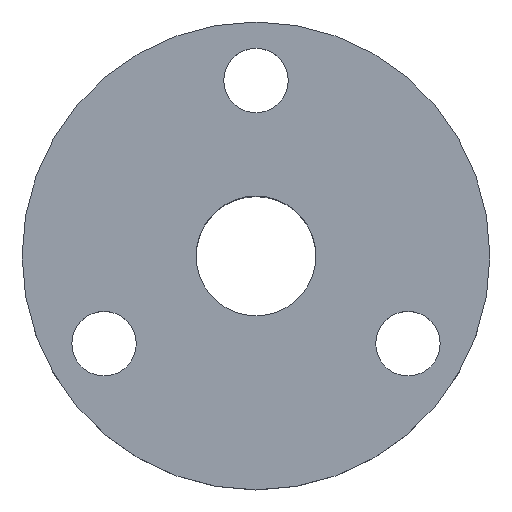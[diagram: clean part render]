
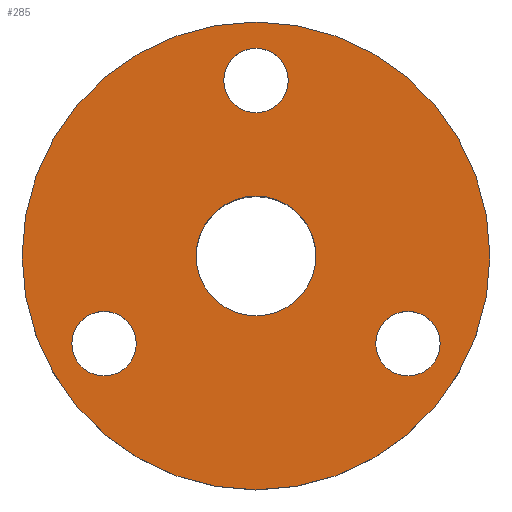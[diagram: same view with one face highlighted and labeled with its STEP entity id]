
A CAD part, top view. The second image highlights one B-rep face of the part: STEP entity #285.
In plain terms, the highlighted planar face has unit normal (0, 0, 1).
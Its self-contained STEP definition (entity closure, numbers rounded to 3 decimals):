
#4 = DIRECTION ( 'NONE',  ( 1., 0., 0. ) ) ;
#15 = CARTESIAN_POINT ( 'NONE',  ( 0., 9.525, 0. ) ) ;
#33 = CARTESIAN_POINT ( 'NONE',  ( -12.7, 0., 0. ) ) ;
#37 = CARTESIAN_POINT ( 'NONE',  ( 12.7, 0., 0. ) ) ;
#49 = VERTEX_POINT ( 'NONE', #736 ) ;
#56 = CIRCLE ( 'NONE', #173, 12.7 ) ;
#91 = AXIS2_PLACEMENT_3D ( 'NONE', #626, #688, #168 ) ;
#93 = ORIENTED_EDGE ( 'NONE', *, *, #567, .F. ) ;
#94 = CARTESIAN_POINT ( 'NONE',  ( -9.999, -4.763, 0. ) ) ;
#95 = FACE_BOUND ( 'NONE', #179, .T. ) ;
#100 = CARTESIAN_POINT ( 'NONE',  ( 0., 0., 0. ) ) ;
#111 = DIRECTION ( 'NONE',  ( 0., 0., 1. ) ) ;
#115 = FACE_BOUND ( 'NONE', #203, .T. ) ;
#122 = ORIENTED_EDGE ( 'NONE', *, *, #645, .F. ) ;
#128 = VERTEX_POINT ( 'NONE', #746 ) ;
#130 = CARTESIAN_POINT ( 'NONE',  ( 0., 0., 0. ) ) ;
#134 = ORIENTED_EDGE ( 'NONE', *, *, #557, .F. ) ;
#142 = CIRCLE ( 'NONE', #618, 12.7 ) ;
#145 = CARTESIAN_POINT ( 'NONE',  ( 6.499, -4.762, 0. ) ) ;
#161 = DIRECTION ( 'NONE',  ( 1., 0., 0. ) ) ;
#166 = DIRECTION ( 'NONE',  ( 0., 0., -1. ) ) ;
#168 = DIRECTION ( 'NONE',  ( -1., 0., 0. ) ) ;
#173 = AXIS2_PLACEMENT_3D ( 'NONE', #237, #496, #499 ) ;
#179 = EDGE_LOOP ( 'NONE', ( #93, #438 ) ) ;
#192 = DIRECTION ( 'NONE',  ( -1., 0., 0. ) ) ;
#201 = DIRECTION ( 'NONE',  ( 0., 0., 1. ) ) ;
#203 = EDGE_LOOP ( 'NONE', ( #542, #134 ) ) ;
#208 = ORIENTED_EDGE ( 'NONE', *, *, #422, .F. ) ;
#231 = AXIS2_PLACEMENT_3D ( 'NONE', #130, #383, #4 ) ;
#236 = CIRCLE ( 'NONE', #802, 1.75 ) ;
#237 = CARTESIAN_POINT ( 'NONE',  ( 0., 0., 0. ) ) ;
#241 = CARTESIAN_POINT ( 'NONE',  ( -1.75, 9.525, 0. ) ) ;
#249 = EDGE_CURVE ( 'NONE', #287, #336, #142, .T. ) ;
#267 = ORIENTED_EDGE ( 'NONE', *, *, #853, .F. ) ;
#285 = ADVANCED_FACE ( 'NONE', ( #844, #855, #757, #115, #95 ), #559, .F. ) ;
#287 = VERTEX_POINT ( 'NONE', #33 ) ;
#290 = CIRCLE ( 'NONE', #761, 1.75 ) ;
#294 = VERTEX_POINT ( 'NONE', #94 ) ;
#296 = DIRECTION ( 'NONE',  ( -1., 0., 0. ) ) ;
#297 = VERTEX_POINT ( 'NONE', #424 ) ;
#308 = ORIENTED_EDGE ( 'NONE', *, *, #249, .F. ) ;
#309 = DIRECTION ( 'NONE',  ( 1., 0., 0. ) ) ;
#322 = CARTESIAN_POINT ( 'NONE',  ( -3.25, 0., 0. ) ) ;
#325 = CARTESIAN_POINT ( 'NONE',  ( -8.249, -4.763, 0. ) ) ;
#331 = EDGE_CURVE ( 'NONE', #749, #49, #290, .T. ) ;
#336 = VERTEX_POINT ( 'NONE', #37 ) ;
#366 = EDGE_LOOP ( 'NONE', ( #122, #267 ) ) ;
#375 = EDGE_CURVE ( 'NONE', #336, #287, #56, .T. ) ;
#383 = DIRECTION ( 'NONE',  ( 0., 0., 1. ) ) ;
#411 = ORIENTED_EDGE ( 'NONE', *, *, #331, .F. ) ;
#420 = VERTEX_POINT ( 'NONE', #241 ) ;
#422 = EDGE_CURVE ( 'NONE', #49, #749, #686, .T. ) ;
#424 = CARTESIAN_POINT ( 'NONE',  ( 1.75, 9.525, 0. ) ) ;
#432 = DIRECTION ( 'NONE',  ( -1., 0., 0. ) ) ;
#434 = AXIS2_PLACEMENT_3D ( 'NONE', #572, #698, #432 ) ;
#438 = ORIENTED_EDGE ( 'NONE', *, *, #445, .F. ) ;
#440 = CIRCLE ( 'NONE', #510, 3.25 ) ;
#443 = DIRECTION ( 'NONE',  ( 0., 0., 1. ) ) ;
#445 = EDGE_CURVE ( 'NONE', #505, #748, #440, .T. ) ;
#451 = DIRECTION ( 'NONE',  ( -1., 0., 0. ) ) ;
#452 = DIRECTION ( 'NONE',  ( 0., 0., 1. ) ) ;
#455 = CARTESIAN_POINT ( 'NONE',  ( -8.249, -4.763, 0. ) ) ;
#463 = CARTESIAN_POINT ( 'NONE',  ( 0., 9.525, 0. ) ) ;
#496 = DIRECTION ( 'NONE',  ( 0., 0., -1. ) ) ;
#499 = DIRECTION ( 'NONE',  ( 1., 0., 0. ) ) ;
#505 = VERTEX_POINT ( 'NONE', #322 ) ;
#510 = AXIS2_PLACEMENT_3D ( 'NONE', #704, #560, #309 ) ;
#511 = DIRECTION ( 'NONE',  ( -1., 0., 0. ) ) ;
#536 = CIRCLE ( 'NONE', #766, 1.75 ) ;
#542 = ORIENTED_EDGE ( 'NONE', *, *, #544, .F. ) ;
#544 = EDGE_CURVE ( 'NONE', #294, #128, #536, .T. ) ;
#556 = CIRCLE ( 'NONE', #231, 3.25 ) ;
#557 = EDGE_CURVE ( 'NONE', #128, #294, #236, .T. ) ;
#559 = PLANE ( 'NONE',  #91 ) ;
#560 = DIRECTION ( 'NONE',  ( 0., 0., 1. ) ) ;
#567 = EDGE_CURVE ( 'NONE', #748, #505, #556, .T. ) ;
#571 = ORIENTED_EDGE ( 'NONE', *, *, #375, .F. ) ;
#572 = CARTESIAN_POINT ( 'NONE',  ( 8.249, -4.762, 0. ) ) ;
#594 = DIRECTION ( 'NONE',  ( -1., 0., 0. ) ) ;
#611 = CIRCLE ( 'NONE', #642, 1.75 ) ;
#618 = AXIS2_PLACEMENT_3D ( 'NONE', #100, #166, #161 ) ;
#625 = CARTESIAN_POINT ( 'NONE',  ( 3.25, 0., 0. ) ) ;
#626 = CARTESIAN_POINT ( 'NONE',  ( 0., 0., 0. ) ) ;
#634 = EDGE_LOOP ( 'NONE', ( #571, #308 ) ) ;
#642 = AXIS2_PLACEMENT_3D ( 'NONE', #15, #452, #192 ) ;
#645 = EDGE_CURVE ( 'NONE', #420, #297, #831, .T. ) ;
#682 = CARTESIAN_POINT ( 'NONE',  ( 8.249, -4.762, 0. ) ) ;
#686 = CIRCLE ( 'NONE', #434, 1.75 ) ;
#688 = DIRECTION ( 'NONE',  ( 0., 0., -1. ) ) ;
#698 = DIRECTION ( 'NONE',  ( 0., 0., 1. ) ) ;
#704 = CARTESIAN_POINT ( 'NONE',  ( 0., 0., 0. ) ) ;
#736 = CARTESIAN_POINT ( 'NONE',  ( 9.999, -4.762, 0. ) ) ;
#746 = CARTESIAN_POINT ( 'NONE',  ( -6.499, -4.763, 0. ) ) ;
#748 = VERTEX_POINT ( 'NONE', #625 ) ;
#749 = VERTEX_POINT ( 'NONE', #145 ) ;
#757 = FACE_BOUND ( 'NONE', #776, .T. ) ;
#761 = AXIS2_PLACEMENT_3D ( 'NONE', #682, #111, #296 ) ;
#766 = AXIS2_PLACEMENT_3D ( 'NONE', #455, #779, #451 ) ;
#776 = EDGE_LOOP ( 'NONE', ( #411, #208 ) ) ;
#779 = DIRECTION ( 'NONE',  ( 0., 0., 1. ) ) ;
#802 = AXIS2_PLACEMENT_3D ( 'NONE', #325, #443, #511 ) ;
#817 = AXIS2_PLACEMENT_3D ( 'NONE', #463, #201, #594 ) ;
#831 = CIRCLE ( 'NONE', #817, 1.75 ) ;
#844 = FACE_OUTER_BOUND ( 'NONE', #634, .T. ) ;
#853 = EDGE_CURVE ( 'NONE', #297, #420, #611, .T. ) ;
#855 = FACE_BOUND ( 'NONE', #366, .T. ) ;
